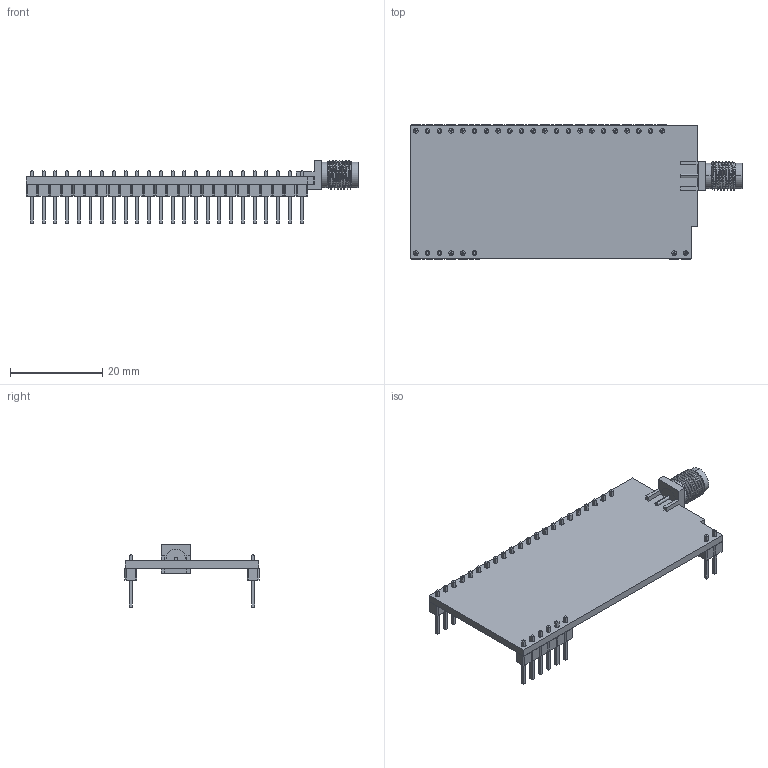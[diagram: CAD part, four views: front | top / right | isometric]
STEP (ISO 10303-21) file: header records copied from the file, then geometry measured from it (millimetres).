
FILE_DESCRIPTION(('KiCad electronic assembly'),'2;1');
FILE_NAME('osm_esp_shield_wsma_ant.step','2023-11-10T14:37:04',('Pcbnew' ),('Kicad'),'Open CASCADE STEP processor 7.5', 'KiCad to STEP converter','Unknown');
FILE_SCHEMA(('AUTOMOTIVE_DESIGN { 1 0 10303 214 1 1 1 1 }'));
Length unit declared in the file: millimetre
Products named in the file (10): osm_esp_shield_wsma_ant 1; CON-SMA-EDGE-S; COMPOUND; PinHeader_1x02_P2.54mm_Vertical; SOLID; PinHeader_1x06_P2.54mm_Vertical; PinHeader_1x22_P2.54mm_Vertical; osm_esp_shield PCB
Assembly tree (9 placements, depth 3):
  osm_esp_shield_wsma_ant 1
    CON-SMA-EDGE-S
      COMPOUND
    PinHeader_1x02_P2.54mm_Vertical
      SOLID
    PinHeader_1x06_P2.54mm_Vertical
      SOLID
    PinHeader_1x22_P2.54mm_Vertical
      SOLID
    osm_esp_shield PCB
Bounding box: 71.92 x 29.04 x 13.79 mm (x, y, z)
Volume: 3682.1 mm3; surface area: 6149.5 mm2
Topology: 7 solids, 7 shells, 850 faces, 2068 edges, 1296 vertices
Faces by surface type: plane 774, cylinder 62, cone 11, bspline 3
Full cylindrical faces by diameter (mm): 1 x30
Entity records: 59558 total; most frequent: CARTESIAN_POINT 11928, DIRECTION 7843, LINE 5873, VECTOR 5873, ORIENTED_EDGE 4136, PCURVE 4136, DEFINITIONAL_REPRESENTATION 4136, EDGE_CURVE 2068
